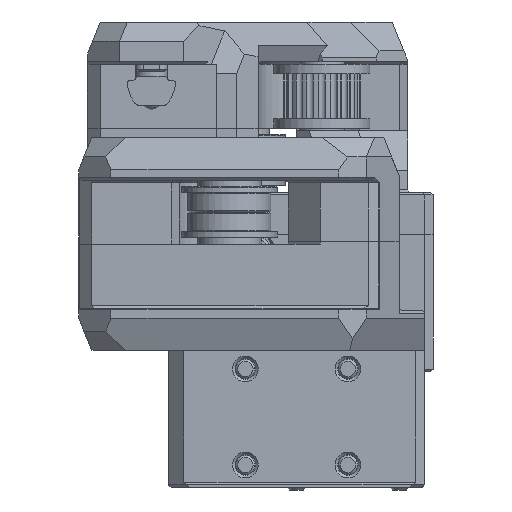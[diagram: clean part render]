
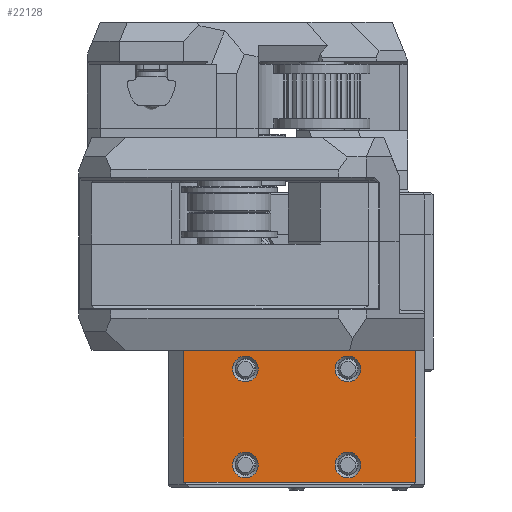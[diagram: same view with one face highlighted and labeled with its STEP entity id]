
A CAD part, left-side view. The second image highlights one B-rep face of the part: STEP entity #22128.
In plain terms, the highlighted face is planar.
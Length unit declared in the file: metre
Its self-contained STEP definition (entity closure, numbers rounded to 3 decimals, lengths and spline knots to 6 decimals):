
#2723=LINE('',#37337,#4676);
#2751=LINE('',#37423,#4704);
#2754=LINE('',#37428,#4707);
#2757=LINE('',#37441,#4710);
#4676=VECTOR('',#29223,1.);
#4704=VECTOR('',#29301,1.);
#4707=VECTOR('',#29306,1.);
#4710=VECTOR('',#29319,1.);
#9859=ORIENTED_EDGE('',*,*,#13650,.F.);
#9860=ORIENTED_EDGE('',*,*,#13651,.F.);
#9861=ORIENTED_EDGE('',*,*,#13652,.F.);
#9862=ORIENTED_EDGE('',*,*,#13653,.F.);
#9863=ORIENTED_EDGE('',*,*,#13602,.T.);
#9864=ORIENTED_EDGE('',*,*,#13644,.T.);
#9865=ORIENTED_EDGE('',*,*,#13654,.T.);
#9866=ORIENTED_EDGE('',*,*,#13647,.T.);
#13602=EDGE_CURVE('',#15904,#15903,#2723,.T.);
#13644=EDGE_CURVE('',#15903,#15932,#2751,.T.);
#13647=EDGE_CURVE('',#15934,#15904,#2754,.T.);
#13650=EDGE_CURVE('',#15935,#15935,#16938,.T.);
#13651=EDGE_CURVE('',#15936,#15936,#16939,.T.);
#13652=EDGE_CURVE('',#15937,#15937,#16940,.T.);
#13653=EDGE_CURVE('',#15938,#15938,#16941,.T.);
#13654=EDGE_CURVE('',#15932,#15934,#2757,.T.);
#15903=VERTEX_POINT('',#37336);
#15904=VERTEX_POINT('',#37338);
#15932=VERTEX_POINT('',#37422);
#15934=VERTEX_POINT('',#37429);
#15935=VERTEX_POINT('',#37434);
#15936=VERTEX_POINT('',#37436);
#15937=VERTEX_POINT('',#37438);
#15938=VERTEX_POINT('',#37440);
#16938=CIRCLE('',#24142,0.002);
#16939=CIRCLE('',#24143,0.002);
#16940=CIRCLE('',#24144,0.002);
#16941=CIRCLE('',#24145,0.002);
#18355=EDGE_LOOP('',(#9859));
#18356=EDGE_LOOP('',(#9860));
#18357=EDGE_LOOP('',(#9861));
#18358=EDGE_LOOP('',(#9862));
#18359=EDGE_LOOP('',(#9863,#9864,#9865,#9866));
#19987=FACE_BOUND('',#18355,.T.);
#19988=FACE_BOUND('',#18356,.T.);
#19989=FACE_BOUND('',#18357,.T.);
#19990=FACE_BOUND('',#18358,.T.);
#19991=FACE_BOUND('',#18359,.T.);
#21002=PLANE('',#24141);
#22128=ADVANCED_FACE('',(#19987,#19988,#19989,#19990,#19991),#21002,.F.);
#24141=AXIS2_PLACEMENT_3D('',#37432,#29309,#29310);
#24142=AXIS2_PLACEMENT_3D('',#37433,#29311,#29312);
#24143=AXIS2_PLACEMENT_3D('',#37435,#29313,#29314);
#24144=AXIS2_PLACEMENT_3D('',#37437,#29315,#29316);
#24145=AXIS2_PLACEMENT_3D('',#37439,#29317,#29318);
#29223=DIRECTION('',(0.,1.,0.));
#29301=DIRECTION('',(0.,0.,1.));
#29306=DIRECTION('',(0.,0.,-1.));
#29309=DIRECTION('',(-1.,0.,0.));
#29310=DIRECTION('',(0.,1.,0.));
#29311=DIRECTION('',(1.,0.,0.));
#29312=DIRECTION('',(0.,-1.,0.));
#29313=DIRECTION('',(1.,0.,0.));
#29314=DIRECTION('',(0.,-1.,0.));
#29315=DIRECTION('',(1.,0.,0.));
#29316=DIRECTION('',(0.,-1.,0.));
#29317=DIRECTION('',(1.,0.,0.));
#29318=DIRECTION('',(0.,-1.,0.));
#29319=DIRECTION('',(0.,-1.,0.));
#37336=CARTESIAN_POINT('',(-0.0519,0.278601,0.0668));
#37337=CARTESIAN_POINT('',(-0.0519,0.2675,0.0668));
#37338=CARTESIAN_POINT('',(-0.0519,0.2424,0.0668));
#37422=CARTESIAN_POINT('',(-0.0519,0.278601,0.0874));
#37423=CARTESIAN_POINT('',(-0.0519,0.278601,0.0867));
#37428=CARTESIAN_POINT('',(-0.0519,0.2424,0.0671));
#37429=CARTESIAN_POINT('',(-0.0519,0.2424,0.0874));
#37432=CARTESIAN_POINT('',(-0.0519,0.261,0.0867));
#37433=CARTESIAN_POINT('',(-0.0519,0.269001,0.0847));
#37434=CARTESIAN_POINT('',(-0.0519,0.267001,0.0847));
#37435=CARTESIAN_POINT('',(-0.0519,0.253001,0.0847));
#37436=CARTESIAN_POINT('',(-0.0519,0.251001,0.0847));
#37437=CARTESIAN_POINT('',(-0.0519,0.269001,0.0697));
#37438=CARTESIAN_POINT('',(-0.0519,0.267001,0.0697));
#37439=CARTESIAN_POINT('',(-0.0519,0.253001,0.0697));
#37440=CARTESIAN_POINT('',(-0.0519,0.251001,0.0697));
#37441=CARTESIAN_POINT('',(-0.0519,0.261,0.0874));
